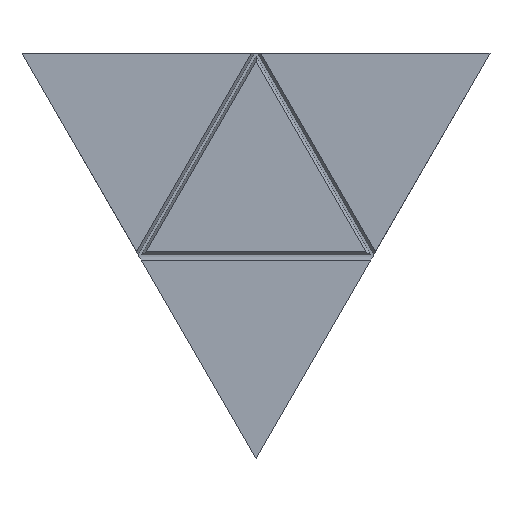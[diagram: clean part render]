
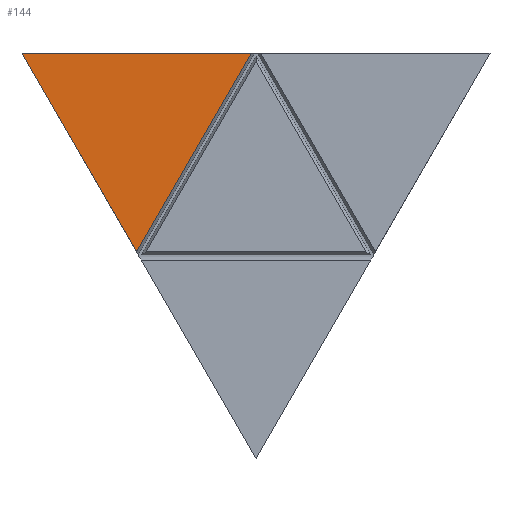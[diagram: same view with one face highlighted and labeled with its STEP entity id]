
A CAD part, top view. The second image highlights one B-rep face of the part: STEP entity #144.
In plain terms, the highlighted planar face has unit normal (0, 0, 1).
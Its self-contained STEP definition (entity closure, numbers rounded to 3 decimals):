
#144=ADVANCED_FACE('',(#174),#159,.T.);
#159=PLANE('',#409);
#174=FACE_OUTER_BOUND('',#188,.T.);
#188=EDGE_LOOP('',(#208,#209,#210));
#208=ORIENTED_EDGE('',*,*,#304,.F.);
#209=ORIENTED_EDGE('',*,*,#305,.T.);
#210=ORIENTED_EDGE('',*,*,#306,.T.);
#280=VERTEX_POINT('',#506);
#281=VERTEX_POINT('',#507);
#282=VERTEX_POINT('',#509);
#304=EDGE_CURVE('',#280,#281,#340,.T.);
#305=EDGE_CURVE('',#280,#282,#341,.T.);
#306=EDGE_CURVE('',#282,#281,#342,.T.);
#340=LINE('',#505,#376);
#341=LINE('',#508,#377);
#342=LINE('',#510,#378);
#376=VECTOR('',#434,1.);
#377=VECTOR('',#435,1.);
#378=VECTOR('',#436,1.);
#409=AXIS2_PLACEMENT_3D('',#511,#437,#438);
#434=DIRECTION('',(-0.5,-0.866,0.));
#435=DIRECTION('',(-1.,0.,0.));
#436=DIRECTION('',(0.5,-0.866,0.));
#437=DIRECTION('',(0.,0.,1.));
#438=DIRECTION('',(1.,0.,0.));
#505=CARTESIAN_POINT('',(-15.617,9.016,1.1));
#506=CARTESIAN_POINT('',(-0.822,34.641,1.1));
#507=CARTESIAN_POINT('',(-20.411,0.712,1.1));
#508=CARTESIAN_POINT('',(0.,34.641,1.1));
#509=CARTESIAN_POINT('',(-40.,34.641,1.1));
#510=CARTESIAN_POINT('',(-40.,34.641,1.1));
#511=CARTESIAN_POINT('',(0.,0.,1.1));
